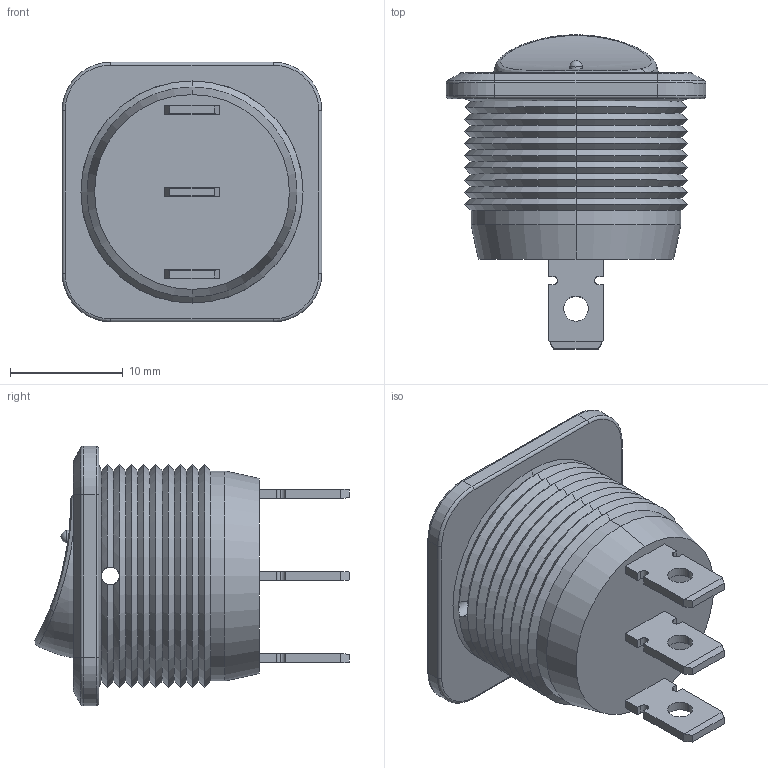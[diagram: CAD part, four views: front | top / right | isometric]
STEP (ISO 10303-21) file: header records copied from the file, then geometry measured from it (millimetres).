
FILE_DESCRIPTION (( 'STEP AP203' ), '1' );
FILE_NAME ('Body, Rocker Switch.STEP', '2013-06-08T04:48:18', ( 'Doug' ), ( 'Hewlett-Packard Company' ), 'SwSTEP 2.0', 'SolidWorks 2013', '' );
FILE_SCHEMA (( 'CONFIG_CONTROL_DESIGN' ));
Length unit declared in the file: inch
Products named in the file (1): Body, Rocker Switch
Bounding box: 23.01 x 27.84 x 23.01 mm (x, y, z)
Surface area: 2971.8 mm2 (no closed solid volume)
Topology: 0 solids, 2 shells, 160 faces, 403 edges, 246 vertices
Faces by surface type: plane 54, cone 45, cylinder 42, torus 16, bspline 2, sphere 1
Entity records: 5403 total; most frequent: CARTESIAN_POINT 1458, DIRECTION 832, ORIENTED_EDGE 784, EDGE_CURVE 400, AXIS2_PLACEMENT_3D 301, VERTEX_POINT 244, LINE 230, VECTOR 230
